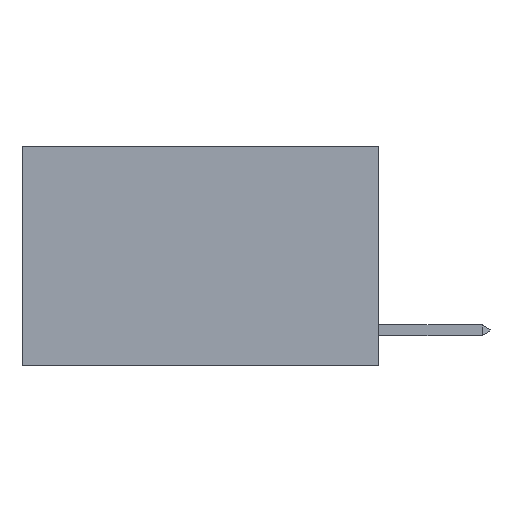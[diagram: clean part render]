
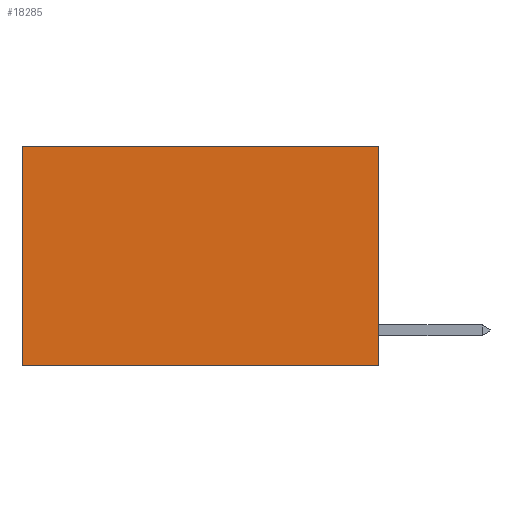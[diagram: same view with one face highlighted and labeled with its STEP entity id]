
A CAD part, left-side view. The second image highlights one B-rep face of the part: STEP entity #18285.
In plain terms, the highlighted planar face has unit normal (-1, 0, 0).
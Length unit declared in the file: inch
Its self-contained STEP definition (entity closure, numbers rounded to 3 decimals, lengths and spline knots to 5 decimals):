
#333 = EDGE_CURVE ( 'NONE', #20093, #24707, #9039, .T. ) ;
#407 = AXIS2_PLACEMENT_3D ( 'NONE', #9030, #10651, #20388 ) ;
#1105 = EDGE_CURVE ( 'NONE', #13077, #20093, #4547, .T. ) ;
#1390 = CARTESIAN_POINT ( 'NONE',  ( 0.2625, 0.6, 0. ) ) ;
#2048 = CARTESIAN_POINT ( 'NONE',  ( 0.2625, 0., -0.37 ) ) ;
#2145 = CARTESIAN_POINT ( 'NONE',  ( 0.2625, 0.6, -0.37 ) ) ;
#2642 = DIRECTION ( 'NONE',  ( 0., 0., -1. ) ) ;
#2964 = FACE_OUTER_BOUND ( 'NONE', #5629, .T. ) ;
#3012 = ORIENTED_EDGE ( 'NONE', *, *, #1105, .F. ) ;
#3401 = EDGE_CURVE ( 'NONE', #13077, #22910, #11556, .T. ) ;
#4547 = LINE ( 'NONE', #12218, #13925 ) ;
#4817 = VECTOR ( 'NONE', #22669, 39.37008 ) ;
#5629 = EDGE_LOOP ( 'NONE', ( #17361, #13368, #3012, #7051 ) ) ;
#7051 = ORIENTED_EDGE ( 'NONE', *, *, #3401, .T. ) ;
#8033 = DIRECTION ( 'NONE',  ( 0., 0., -1. ) ) ;
#9030 = CARTESIAN_POINT ( 'NONE',  ( 0.2625, 0., 0. ) ) ;
#9039 = LINE ( 'NONE', #2048, #4817 ) ;
#10651 = DIRECTION ( 'NONE',  ( 1., 0., 0. ) ) ;
#11556 = LINE ( 'NONE', #19022, #13199 ) ;
#11831 = CARTESIAN_POINT ( 'NONE',  ( 0.2625, 0., -0.37 ) ) ;
#12218 = CARTESIAN_POINT ( 'NONE',  ( 0.2625, 0., 0. ) ) ;
#13077 = VERTEX_POINT ( 'NONE', #16854 ) ;
#13199 = VECTOR ( 'NONE', #19265, 39.37008 ) ;
#13368 = ORIENTED_EDGE ( 'NONE', *, *, #333, .F. ) ;
#13688 = LINE ( 'NONE', #21415, #24892 ) ;
#13925 = VECTOR ( 'NONE', #2642, 39.37008 ) ;
#15601 = EDGE_CURVE ( 'NONE', #22910, #24707, #13688, .T. ) ;
#16854 = CARTESIAN_POINT ( 'NONE',  ( 0.2625, 0., 0. ) ) ;
#17361 = ORIENTED_EDGE ( 'NONE', *, *, #15601, .T. ) ;
#18285 = ADVANCED_FACE ( 'NONE', ( #2964 ), #18608, .F. ) ;
#18608 = PLANE ( 'NONE',  #407 ) ;
#19022 = CARTESIAN_POINT ( 'NONE',  ( 0.2625, 0., 0. ) ) ;
#19265 = DIRECTION ( 'NONE',  ( 0., 1., 0. ) ) ;
#20093 = VERTEX_POINT ( 'NONE', #11831 ) ;
#20388 = DIRECTION ( 'NONE',  ( 0., 0., -1. ) ) ;
#21415 = CARTESIAN_POINT ( 'NONE',  ( 0.2625, 0.6, 0. ) ) ;
#22669 = DIRECTION ( 'NONE',  ( 0., 1., 0. ) ) ;
#22910 = VERTEX_POINT ( 'NONE', #1390 ) ;
#24707 = VERTEX_POINT ( 'NONE', #2145 ) ;
#24892 = VECTOR ( 'NONE', #8033, 39.37008 ) ;
